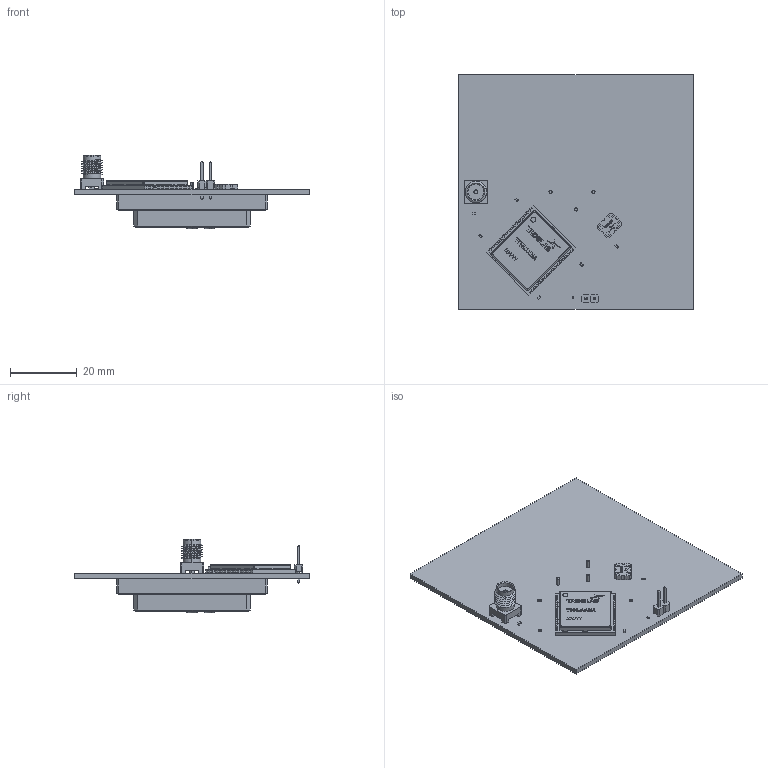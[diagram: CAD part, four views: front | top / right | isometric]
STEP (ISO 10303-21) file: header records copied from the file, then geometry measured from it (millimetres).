
FILE_DESCRIPTION(('Open CASCADE Model'),'2;1');
FILE_NAME('Open CASCADE Shape Model','2025-03-21T15:06:10',('Author'),( 'Open CASCADE'),'Open CASCADE STEP processor 7.5','Open CASCADE 7.5' ,'Unknown');
FILE_SCHEMA(('AUTOMOTIVE_DESIGN { 1 0 10303 214 1 1 1 1 }'));
Length unit declared in the file: millimetre
Products named in the file (26): PCB; Board; Open CASCADE STEP translator 7.5 2.1.1; L1; MLK0402; J2; pcb.smafstj.b.ht_RGB3649492; R1; ERJ-2RK_0402; R2; RC_L; R3; U1; TFM.115A; R4; D1; PESD2V5Y1BSFYL; J1; PREC002SAAN-RC; 1 row end bumps format; C7; GRM0402; X1; HC125A(HC1400P03S); ANT1; HP54510A
Assembly tree (28 placements, depth 4):
  PCB
    Board
      Open CASCADE STEP translator 7.5 2.1.1
    L1
      MLK0402
    J2
      pcb.smafstj.b.ht_RGB3649492
    R1
      ERJ-2RK_0402
    R2
      RC_L
    R3
      RC_L
    U1
      TFM.115A
    R4
      RC_L
    D1
      PESD2V5Y1BSFYL
    J1
      PREC002SAAN-RC
        1 row end bumps format  x2
    C7
      GRM0402
    X1
      HC125A(HC1400P03S)
    ANT1
      HP54510A
Bounding box: 70.4 x 70.4 x 22.02 mm (x, y, z)
Volume: 24905.2 mm3; surface area: 18715.8 mm2
Topology: 39 solids, 39 shells, 1851 faces, 4891 edges, 3214 vertices
Faces by surface type: plane 1322, bspline 321, cylinder 174, sphere 16, cone 10, torus 8
Full cylindrical faces by diameter (mm): 1 x5
Entity records: 71666 total; most frequent: CARTESIAN_POINT 23320, ORIENTED_EDGE 9222, DIRECTION 7198, EDGE_CURVE 4611, LINE 3588, VECTOR 3588, VERTEX_POINT 3042, FACE_BOUND 1867
